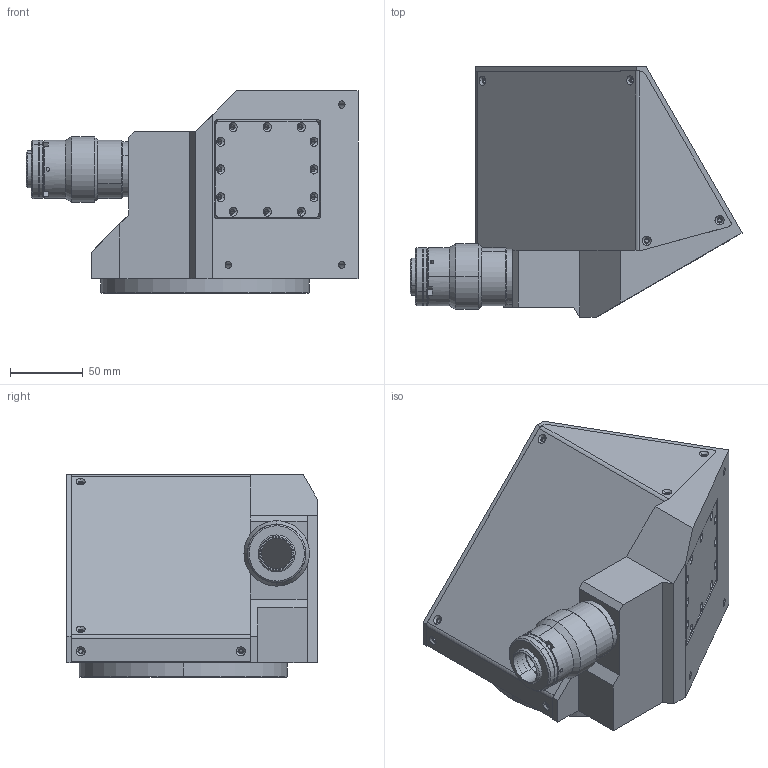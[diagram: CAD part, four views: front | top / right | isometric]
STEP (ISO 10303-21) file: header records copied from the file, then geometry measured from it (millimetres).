
FILE_DESCRIPTION (( 'STEP AP214' ), '1' );
FILE_NAME ('TCCR2M096-C.STEP', '2015-07-21T11:59:27', ( '' ), ( '' ), 'SwSTEP 2.0', 'SolidWorks 2013', '' );
FILE_SCHEMA (( 'AUTOMOTIVE_DESIGN' ));
Length unit declared in the file: millimetre
Products named in the file (1): TCCR2M096-C
Bounding box: 227.88 x 171.92 x 139 mm (x, y, z)
Surface area: 160921.3 mm2 (no closed solid volume)
Topology: 0 solids, 14 shells, 323 faces, 949 edges, 641 vertices
Faces by surface type: cylinder 158, cone 82, plane 81, sphere 2
Entity records: 14619 total; most frequent: CARTESIAN_POINT 2189, DIRECTION 2017, ORIENTED_EDGE 1583, EDGE_CURVE 949, AXIS2_PLACEMENT_3D 773, VERTEX_POINT 641, VECTOR 471, LINE 471
